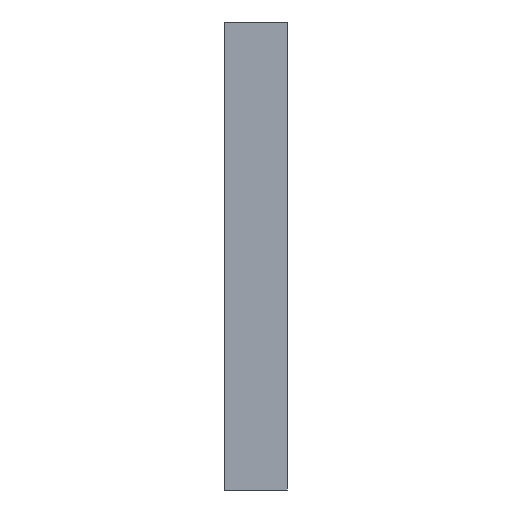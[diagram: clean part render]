
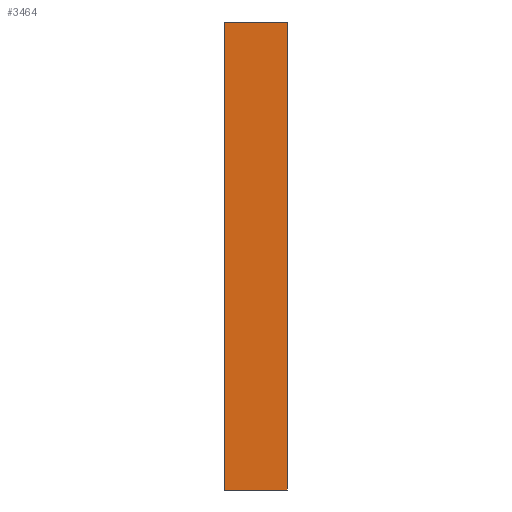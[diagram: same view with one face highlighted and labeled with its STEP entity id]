
A CAD part, front view. The second image highlights one B-rep face of the part: STEP entity #3464.
In plain terms, the highlighted planar face has unit normal (0, -1, 0).
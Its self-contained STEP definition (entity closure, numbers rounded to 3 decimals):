
#168 = VECTOR ( 'NONE', #3228, 1000. ) ;
#245 = AXIS2_PLACEMENT_3D ( 'NONE', #656, #928, #374 ) ;
#328 = CARTESIAN_POINT ( 'NONE',  ( 198.1, 0., 0. ) ) ;
#362 = CARTESIAN_POINT ( 'NONE',  ( -198.1, 0., 3000. ) ) ;
#374 = DIRECTION ( 'NONE',  ( 0., 0., 1. ) ) ;
#399 = CARTESIAN_POINT ( 'NONE',  ( 200., 0., 3000. ) ) ;
#418 = DIRECTION ( 'NONE',  ( 1., 0., 0. ) ) ;
#421 = DIRECTION ( 'NONE',  ( 0., 0., -1. ) ) ;
#429 = CARTESIAN_POINT ( 'NONE',  ( -200., 0., 0. ) ) ;
#433 = CARTESIAN_POINT ( 'NONE',  ( 198.1, 0., 3000. ) ) ;
#435 = DIRECTION ( 'NONE',  ( 1., 0., 0. ) ) ;
#480 = ORIENTED_EDGE ( 'NONE', *, *, #2261, .T. ) ;
#548 = ORIENTED_EDGE ( 'NONE', *, *, #1946, .F. ) ;
#638 = PLANE ( 'NONE',  #245 ) ;
#656 = CARTESIAN_POINT ( 'NONE',  ( 198.1, 0., 3000. ) ) ;
#685 = CARTESIAN_POINT ( 'NONE',  ( -200., 0., 3000. ) ) ;
#690 = CARTESIAN_POINT ( 'NONE',  ( 200., 0., 0. ) ) ;
#745 = VECTOR ( 'NONE', #418, 1000. ) ;
#751 = ORIENTED_EDGE ( 'NONE', *, *, #2285, .F. ) ;
#770 = ORIENTED_EDGE ( 'NONE', *, *, #2272, .T. ) ;
#789 = ORIENTED_EDGE ( 'NONE', *, *, #1962, .T. ) ;
#794 = ORIENTED_EDGE ( 'NONE', *, *, #2266, .F. ) ;
#800 = ORIENTED_EDGE ( 'NONE', *, *, #2280, .T. ) ;
#827 = ORIENTED_EDGE ( 'NONE', *, *, #2268, .F. ) ;
#844 = EDGE_LOOP ( 'NONE', ( #789, #480, #794, #827, #548, #770, #800, #751 ) ) ;
#862 = LINE ( 'NONE', #2881, #961 ) ;
#928 = DIRECTION ( 'NONE',  ( 0., 1., 0. ) ) ;
#961 = VECTOR ( 'NONE', #3002, 1000. ) ;
#1078 = LINE ( 'NONE', #3307, #168 ) ;
#1382 = VERTEX_POINT ( 'NONE', #2141 ) ;
#1417 = VERTEX_POINT ( 'NONE', #429 ) ;
#1536 = VERTEX_POINT ( 'NONE', #1864 ) ;
#1543 = LINE ( 'NONE', #328, #745 ) ;
#1613 = CARTESIAN_POINT ( 'NONE',  ( -198.1, 0., 3000. ) ) ;
#1633 = FACE_OUTER_BOUND ( 'NONE', #844, .T. ) ;
#1653 = LINE ( 'NONE', #433, #3633 ) ;
#1864 = CARTESIAN_POINT ( 'NONE',  ( -198.1, 0., 0. ) ) ;
#1896 = VERTEX_POINT ( 'NONE', #2772 ) ;
#1946 = EDGE_CURVE ( 'NONE', #3081, #1382, #862, .T. ) ;
#1962 = EDGE_CURVE ( 'NONE', #1536, #2420, #1078, .T. ) ;
#2141 = CARTESIAN_POINT ( 'NONE',  ( 198.1, 0., 3000. ) ) ;
#2261 = EDGE_CURVE ( 'NONE', #2420, #2928, #1543, .T. ) ;
#2266 = EDGE_CURVE ( 'NONE', #1896, #2928, #3521, .T. ) ;
#2268 = EDGE_CURVE ( 'NONE', #1382, #1896, #1653, .T. ) ;
#2272 = EDGE_CURVE ( 'NONE', #3081, #3575, #3640, .T. ) ;
#2280 = EDGE_CURVE ( 'NONE', #3575, #1417, #3605, .T. ) ;
#2285 = EDGE_CURVE ( 'NONE', #1536, #1417, #3668, .T. ) ;
#2420 = VERTEX_POINT ( 'NONE', #3156 ) ;
#2424 = DIRECTION ( 'NONE',  ( -1., 0., 0. ) ) ;
#2455 = CARTESIAN_POINT ( 'NONE',  ( 198.1, 0., 0. ) ) ;
#2630 = DIRECTION ( 'NONE',  ( 0., 0., -1. ) ) ;
#2772 = CARTESIAN_POINT ( 'NONE',  ( 200., 0., 3000. ) ) ;
#2881 = CARTESIAN_POINT ( 'NONE',  ( 198.1, 0., 3000. ) ) ;
#2928 = VERTEX_POINT ( 'NONE', #690 ) ;
#3002 = DIRECTION ( 'NONE',  ( 1., 0., 0. ) ) ;
#3081 = VERTEX_POINT ( 'NONE', #1613 ) ;
#3156 = CARTESIAN_POINT ( 'NONE',  ( 198.1, 0., 0. ) ) ;
#3228 = DIRECTION ( 'NONE',  ( 1., 0., 0. ) ) ;
#3256 = CARTESIAN_POINT ( 'NONE',  ( -200., 0., 3000. ) ) ;
#3307 = CARTESIAN_POINT ( 'NONE',  ( 198.1, 0., 0. ) ) ;
#3385 = DIRECTION ( 'NONE',  ( -1., 0., 0. ) ) ;
#3464 = ADVANCED_FACE ( 'NONE', ( #1633 ), #638, .F. ) ;
#3521 = LINE ( 'NONE', #399, #3602 ) ;
#3557 = VECTOR ( 'NONE', #3385, 1000. ) ;
#3575 = VERTEX_POINT ( 'NONE', #3256 ) ;
#3599 = VECTOR ( 'NONE', #2630, 1000. ) ;
#3602 = VECTOR ( 'NONE', #421, 1000. ) ;
#3605 = LINE ( 'NONE', #685, #3599 ) ;
#3633 = VECTOR ( 'NONE', #435, 1000. ) ;
#3635 = VECTOR ( 'NONE', #2424, 1000. ) ;
#3640 = LINE ( 'NONE', #362, #3635 ) ;
#3668 = LINE ( 'NONE', #2455, #3557 ) ;
